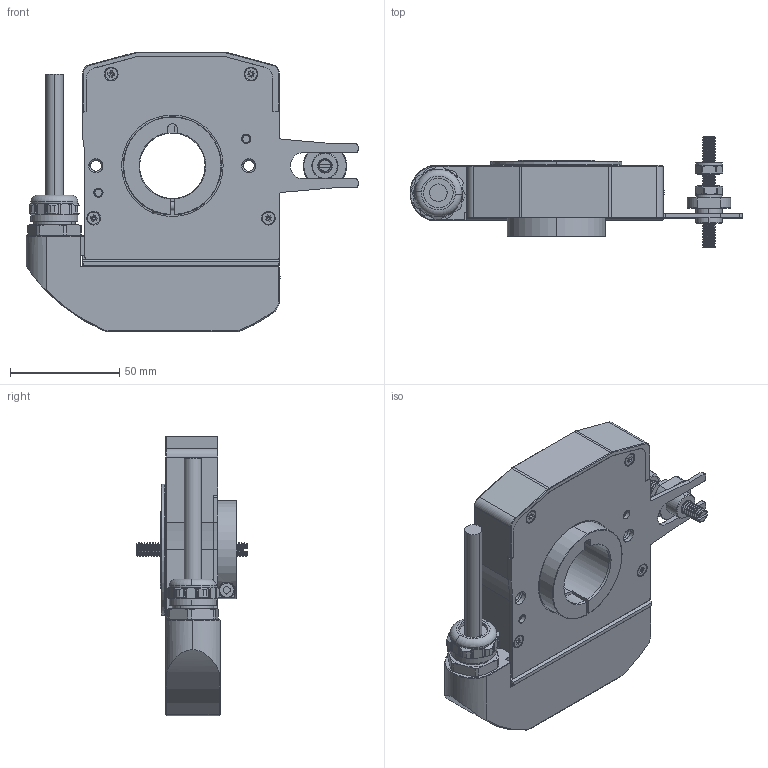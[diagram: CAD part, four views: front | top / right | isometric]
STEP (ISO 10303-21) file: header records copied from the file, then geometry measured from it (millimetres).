
FILE_DESCRIPTION (( 'STEP AP203' ), '1' );
FILE_NAME ('M051_LP35-S-Q29-01024-H30S-28V-T-T5.STEP', '2018-07-11T15:00:15', ( '' ), ( '' ), 'SwSTEP 2.0', 'SolidWorks 2016', '' );
FILE_SCHEMA (( 'CONFIG_CONTROL_DESIGN' ));
Length unit declared in the file: millimetre
Products named in the file (1): M051_LP35-S-Q29-01024-H30S-28V-T-T5
Bounding box: 152 x 50.8 x 128 mm (x, y, z)
Surface area: 65827.2 mm2 (no closed solid volume)
Topology: 0 solids, 28 shells, 618 faces, 1895 edges, 1296 vertices
Faces by surface type: cylinder 255, plane 224, cone 103, torus 23, bspline 11, sphere 2
Entity records: 41290 total; most frequent: CARTESIAN_POINT 24888, ORIENTED_EDGE 3350, DIRECTION 3275, EDGE_CURVE 1895, VERTEX_POINT 1296, AXIS2_PLACEMENT_3D 1191, VECTOR 893, LINE 893
